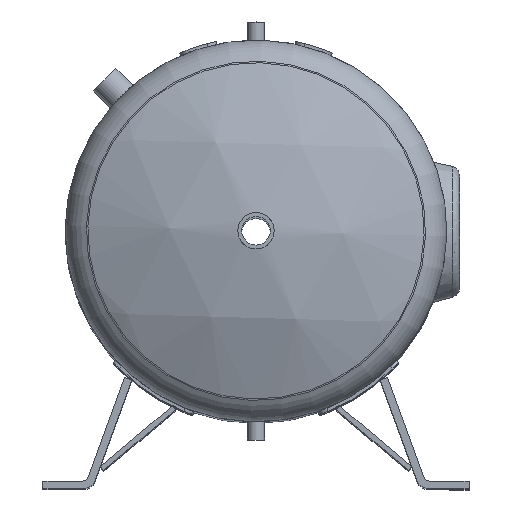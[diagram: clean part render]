
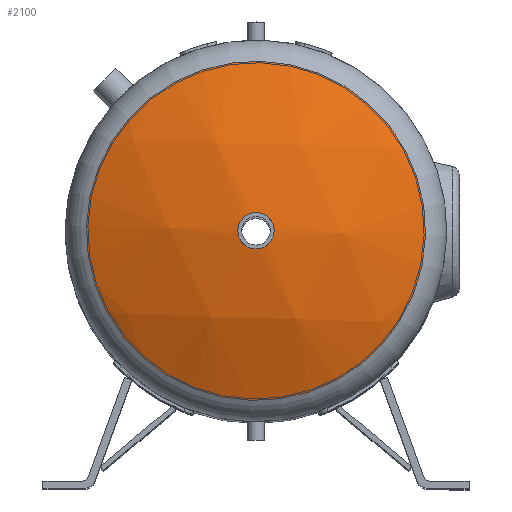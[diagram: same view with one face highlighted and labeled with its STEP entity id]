
A CAD part, top view. The second image highlights one B-rep face of the part: STEP entity #2100.
In plain terms, the highlighted spherical face has radius 600 mm.
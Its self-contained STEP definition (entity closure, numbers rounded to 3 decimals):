
#58=SPHERICAL_SURFACE('',#2292,600.);
#140=FACE_BOUND('',#566,.T.);
#198=CIRCLE('',#2285,28.5);
#202=CIRCLE('',#2293,266.667);
#394=FACE_OUTER_BOUND('',#565,.T.);
#565=EDGE_LOOP('',(#1913));
#566=EDGE_LOOP('',(#1914));
#1102=VERTEX_POINT('',#5150);
#1106=VERTEX_POINT('',#5162);
#1370=EDGE_CURVE('',#1102,#1102,#198,.T.);
#1374=EDGE_CURVE('',#1106,#1106,#202,.T.);
#1913=ORIENTED_EDGE('',*,*,#1374,.F.);
#1914=ORIENTED_EDGE('',*,*,#1370,.T.);
#2100=ADVANCED_FACE('',(#394,#140),#58,.T.);
#2285=AXIS2_PLACEMENT_3D('',#5151,#2798,#2799);
#2292=AXIS2_PLACEMENT_3D('',#5161,#2812,#2813);
#2293=AXIS2_PLACEMENT_3D('',#5163,#2814,#2815);
#2798=DIRECTION('center_axis',(0.,-1.,0.));
#2799=DIRECTION('ref_axis',(-1.,0.,0.));
#2812=DIRECTION('center_axis',(0.,0.,1.));
#2813=DIRECTION('ref_axis',(1.,0.,0.));
#2814=DIRECTION('center_axis',(0.,-1.,0.));
#2815=DIRECTION('ref_axis',(1.,0.,0.));
#5150=CARTESIAN_POINT('',(28.5,139.323,0.));
#5151=CARTESIAN_POINT('Origin',(0.,139.323,0.));
#5161=CARTESIAN_POINT('Origin',(0.,-460.,0.));
#5162=CARTESIAN_POINT('',(266.667,77.484,0.));
#5163=CARTESIAN_POINT('Origin',(0.,77.484,0.));
